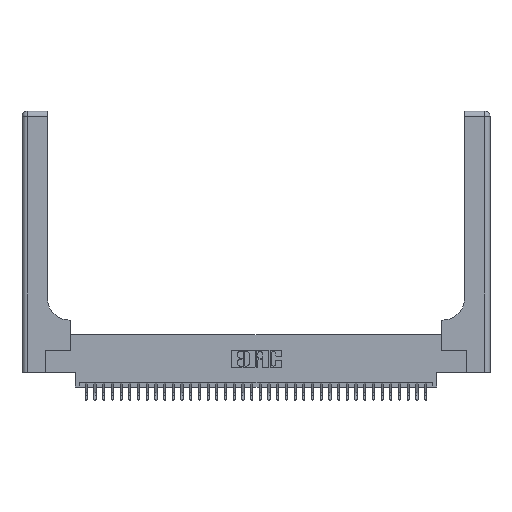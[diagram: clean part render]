
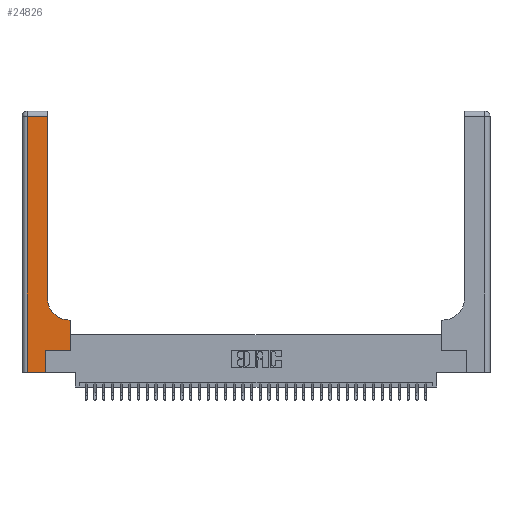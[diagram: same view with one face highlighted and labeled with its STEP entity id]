
A CAD part, top view. The second image highlights one B-rep face of the part: STEP entity #24826.
In plain terms, the highlighted planar face has unit normal (0, 0, 1).
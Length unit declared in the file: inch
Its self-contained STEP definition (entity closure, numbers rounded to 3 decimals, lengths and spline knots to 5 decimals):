
#357 = VERTEX_POINT ( 'NONE', #7991 ) ;
#768 = EDGE_CURVE ( 'NONE', #8978, #8316, #23657, .T. ) ;
#1991 = CARTESIAN_POINT ( 'NONE',  ( 0., 3., 0.37 ) ) ;
#2101 = CARTESIAN_POINT ( 'NONE',  ( 0.06, 2.94, 0.37 ) ) ;
#3207 = VECTOR ( 'NONE', #3804, 39.37008 ) ;
#3804 = DIRECTION ( 'NONE',  ( 1., 0., 0. ) ) ;
#3971 = CARTESIAN_POINT ( 'NONE',  ( 0.06, 3., 0.37 ) ) ;
#4539 = DIRECTION ( 'NONE',  ( 0., 1., 0. ) ) ;
#4947 = DIRECTION ( 'NONE',  ( -1., 0., 0. ) ) ;
#5572 = CARTESIAN_POINT ( 'NONE',  ( 0.269, 0., 0.37 ) ) ;
#5712 = EDGE_CURVE ( 'NONE', #357, #8978, #9849, .T. ) ;
#6596 = CARTESIAN_POINT ( 'NONE',  ( 0.2915, 0.6, 0.37 ) ) ;
#6934 = VERTEX_POINT ( 'NONE', #28106 ) ;
#7211 = CARTESIAN_POINT ( 'NONE',  ( 0.2915, 3., 0.37 ) ) ;
#7411 = ORIENTED_EDGE ( 'NONE', *, *, #33836, .T. ) ;
#7640 = CARTESIAN_POINT ( 'NONE',  ( 0.269, 0.25, 0.37 ) ) ;
#7642 = LINE ( 'NONE', #6596, #22120 ) ;
#7991 = CARTESIAN_POINT ( 'NONE',  ( 0.5415, 0.6, 0.37 ) ) ;
#8220 = DIRECTION ( 'NONE',  ( -1., 0., 0. ) ) ;
#8270 = EDGE_CURVE ( 'NONE', #8316, #9992, #13847, .T. ) ;
#8308 = CARTESIAN_POINT ( 'NONE',  ( 0.2915, 0.85, 0.37 ) ) ;
#8316 = VERTEX_POINT ( 'NONE', #22738 ) ;
#8978 = VERTEX_POINT ( 'NONE', #8308 ) ;
#9849 = CIRCLE ( 'NONE', #23921, 0.25 ) ;
#9992 = VERTEX_POINT ( 'NONE', #2101 ) ;
#10000 = EDGE_CURVE ( 'NONE', #32494, #30871, #35530, .T. ) ;
#11762 = CARTESIAN_POINT ( 'NONE',  ( 0.5415, 0.85, 0.37 ) ) ;
#12479 = ORIENTED_EDGE ( 'NONE', *, *, #31393, .T. ) ;
#13679 = CARTESIAN_POINT ( 'NONE',  ( 0.269, 0.25, 0.37 ) ) ;
#13847 = LINE ( 'NONE', #31094, #14769 ) ;
#14672 = DIRECTION ( 'NONE',  ( 1., 0., 0. ) ) ;
#14769 = VECTOR ( 'NONE', #8220, 39.37008 ) ;
#15280 = ORIENTED_EDGE ( 'NONE', *, *, #32528, .T. ) ;
#16125 = VECTOR ( 'NONE', #30116, 39.37008 ) ;
#18488 = CARTESIAN_POINT ( 'NONE',  ( 0.5585, 0.25, 0.37 ) ) ;
#18661 = VECTOR ( 'NONE', #35554, 39.37008 ) ;
#19427 = PLANE ( 'NONE',  #25842 ) ;
#19641 = CARTESIAN_POINT ( 'NONE',  ( 0.5585, 0.25, 0.37 ) ) ;
#20505 = VECTOR ( 'NONE', #25333, 39.37008 ) ;
#20677 = ORIENTED_EDGE ( 'NONE', *, *, #8270, .T. ) ;
#20775 = VERTEX_POINT ( 'NONE', #5572 ) ;
#21058 = CARTESIAN_POINT ( 'NONE',  ( 0., 0., 0.37 ) ) ;
#21216 = ORIENTED_EDGE ( 'NONE', *, *, #5712, .T. ) ;
#21528 = CARTESIAN_POINT ( 'NONE',  ( 0.269, 0., 0.37 ) ) ;
#22117 = ORIENTED_EDGE ( 'NONE', *, *, #768, .T. ) ;
#22120 = VECTOR ( 'NONE', #29518, 39.37008 ) ;
#22277 = DIRECTION ( 'NONE',  ( 0., 0., -1. ) ) ;
#22738 = CARTESIAN_POINT ( 'NONE',  ( 0.2915, 2.94, 0.37 ) ) ;
#23657 = LINE ( 'NONE', #7211, #16125 ) ;
#23921 = AXIS2_PLACEMENT_3D ( 'NONE', #11762, #31633, #14672 ) ;
#24632 = ORIENTED_EDGE ( 'NONE', *, *, #33163, .T. ) ;
#24826 = ADVANCED_FACE ( 'NONE', ( #29703 ), #19427, .F. ) ;
#25333 = DIRECTION ( 'NONE',  ( 0., 1., 0. ) ) ;
#25352 = VECTOR ( 'NONE', #27728, 39.37008 ) ;
#25842 = AXIS2_PLACEMENT_3D ( 'NONE', #1991, #22277, #4947 ) ;
#26224 = LINE ( 'NONE', #7640, #25352 ) ;
#26436 = EDGE_LOOP ( 'NONE', ( #22117, #20677, #15280, #24632, #7411, #12479, #32222, #28298, #21216 ) ) ;
#26664 = CARTESIAN_POINT ( 'NONE',  ( 0.5585, 0.6, 0.37 ) ) ;
#27295 = EDGE_CURVE ( 'NONE', #30871, #357, #7642, .T. ) ;
#27728 = DIRECTION ( 'NONE',  ( 1., 0., 0. ) ) ;
#27970 = LINE ( 'NONE', #3971, #18661 ) ;
#28106 = CARTESIAN_POINT ( 'NONE',  ( 0.06, 0., 0.37 ) ) ;
#28298 = ORIENTED_EDGE ( 'NONE', *, *, #27295, .T. ) ;
#29518 = DIRECTION ( 'NONE',  ( -1., 0., 0. ) ) ;
#29703 = FACE_OUTER_BOUND ( 'NONE', #26436, .T. ) ;
#30116 = DIRECTION ( 'NONE',  ( 0., 1., 0. ) ) ;
#30871 = VERTEX_POINT ( 'NONE', #26664 ) ;
#31094 = CARTESIAN_POINT ( 'NONE',  ( 0., 2.94, 0.37 ) ) ;
#31393 = EDGE_CURVE ( 'NONE', #31428, #32494, #26224, .T. ) ;
#31428 = VERTEX_POINT ( 'NONE', #13679 ) ;
#31633 = DIRECTION ( 'NONE',  ( 0., 0., -1. ) ) ;
#32222 = ORIENTED_EDGE ( 'NONE', *, *, #10000, .T. ) ;
#32494 = VERTEX_POINT ( 'NONE', #18488 ) ;
#32528 = EDGE_CURVE ( 'NONE', #9992, #6934, #27970, .T. ) ;
#33163 = EDGE_CURVE ( 'NONE', #6934, #20775, #34633, .T. ) ;
#33238 = VECTOR ( 'NONE', #4539, 39.37008 ) ;
#33836 = EDGE_CURVE ( 'NONE', #20775, #31428, #34145, .T. ) ;
#34145 = LINE ( 'NONE', #21528, #33238 ) ;
#34633 = LINE ( 'NONE', #21058, #3207 ) ;
#35530 = LINE ( 'NONE', #19641, #20505 ) ;
#35554 = DIRECTION ( 'NONE',  ( 0., -1., 0. ) ) ;
